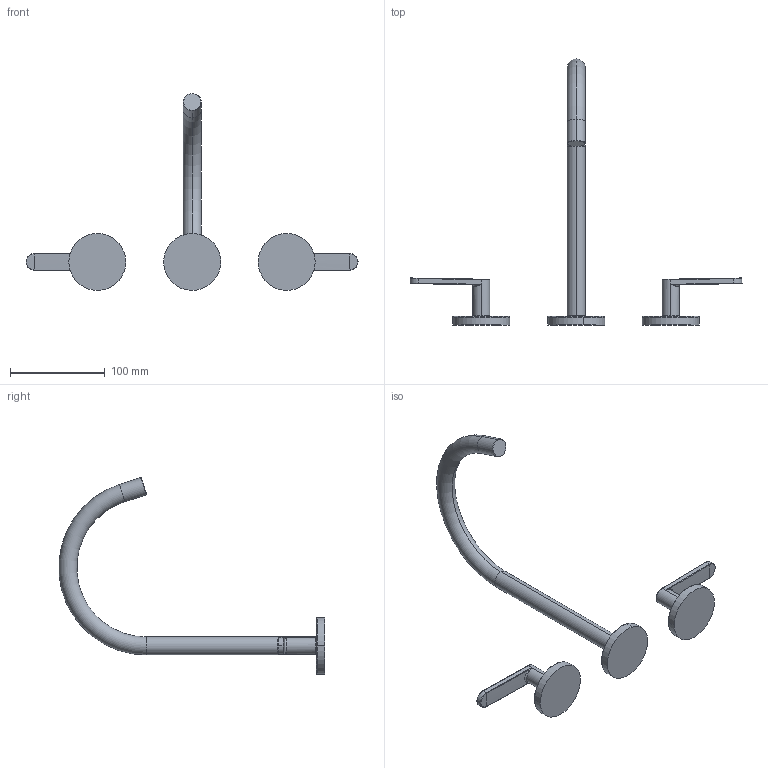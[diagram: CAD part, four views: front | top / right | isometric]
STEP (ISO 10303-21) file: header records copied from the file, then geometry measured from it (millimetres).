
FILE_DESCRIPTION (( 'STEP AP214' ), '1' );
FILE_NAME ('20713661.STEP', '2018-07-31T07:49:43', ( '' ), ( '' ), 'SwSTEP 2.0', 'SolidWorks 2017', '' );
FILE_SCHEMA (( 'AUTOMOTIVE_DESIGN' ));
Length unit declared in the file: millimetre
Products named in the file (5): Planungsmodell_Ring-+-09.28.10.168.90-01; Planungsmodell_Rohr-+-09.28.22.325-01; 20713661; Planungsmodell_Hebelgriff-+-09.20.66.015-01; Planungsmodell_Rosette WT Ø60x9-+-09.27.66.005-01
Assembly tree (7 placements, depth 2):
  20713661
    Planungsmodell_Rohr-+-09.28.22.325-01
    Planungsmodell_Rosette WT Ø60x9-+-09.27.66.005-01  x3
    Planungsmodell_Hebelgriff-+-09.20.66.015-01  x2
    Planungsmodell_Ring-+-09.28.10.168.90-01
Bounding box: 349.74 x 280.21 x 207.37 mm (x, y, z)
Volume: 234389.7 mm3; surface area: 60685.9 mm2
Topology: 7 solids, 7 shells, 100 faces, 194 edges, 106 vertices
Faces by surface type: cylinder 34, torus 32, plane 18, bspline 10, sphere 6
Entity records: 2067 total; most frequent: CARTESIAN_POINT 730, DIRECTION 287, ORIENTED_EDGE 208, AXIS2_PLACEMENT_3D 131, EDGE_CURVE 104, CIRCLE 71, VERTEX_POINT 58, EDGE_LOOP 56
